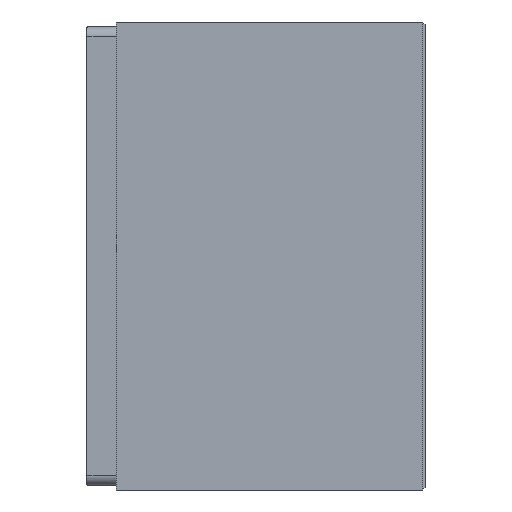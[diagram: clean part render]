
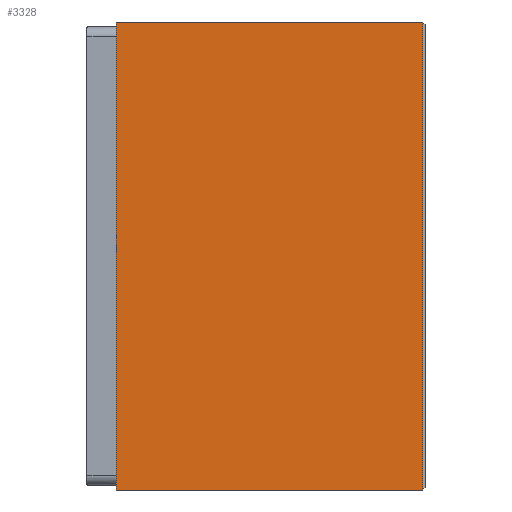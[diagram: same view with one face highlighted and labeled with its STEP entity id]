
A CAD part, left-side view. The second image highlights one B-rep face of the part: STEP entity #3328.
In plain terms, the highlighted planar face has unit normal (-1, 0, 0).
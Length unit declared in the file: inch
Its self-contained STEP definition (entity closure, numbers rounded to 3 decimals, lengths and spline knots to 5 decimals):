
#142 = DIRECTION ( 'NONE',  ( 0., 0., -1. ) ) ;
#418 = ORIENTED_EDGE ( 'NONE', *, *, #3558, .F. ) ;
#498 = CARTESIAN_POINT ( 'NONE',  ( -5.90551, 3.89764, -2.95276 ) ) ;
#607 = AXIS2_PLACEMENT_3D ( 'NONE', #1192, #3944, #142 ) ;
#697 = CARTESIAN_POINT ( 'NONE',  ( -5.90551, 3.89764, 2.95276 ) ) ;
#754 = VECTOR ( 'NONE', #4220, 39.37008 ) ;
#765 = DIRECTION ( 'NONE',  ( 0., 0., 1. ) ) ;
#772 = VERTEX_POINT ( 'NONE', #1061 ) ;
#830 = CARTESIAN_POINT ( 'NONE',  ( -5.90551, 0.03, -2.95276 ) ) ;
#981 = CARTESIAN_POINT ( 'NONE',  ( -5.90551, 0.03, 2.95276 ) ) ;
#1061 = CARTESIAN_POINT ( 'NONE',  ( -5.90551, 3.89764, -2.95276 ) ) ;
#1086 = LINE ( 'NONE', #2830, #4431 ) ;
#1098 = LINE ( 'NONE', #498, #2493 ) ;
#1192 = CARTESIAN_POINT ( 'NONE',  ( -5.90551, 3.89764, 2.95276 ) ) ;
#1233 = ORIENTED_EDGE ( 'NONE', *, *, #2223, .T. ) ;
#1294 = DIRECTION ( 'NONE',  ( 0., 0., 1. ) ) ;
#1419 = LINE ( 'NONE', #697, #754 ) ;
#1457 = DIRECTION ( 'NONE',  ( 0., -1., 0. ) ) ;
#1490 = EDGE_CURVE ( 'NONE', #1811, #2632, #3460, .T. ) ;
#1503 = VERTEX_POINT ( 'NONE', #1638 ) ;
#1638 = CARTESIAN_POINT ( 'NONE',  ( -5.90551, 3.89764, 2.95276 ) ) ;
#1811 = VERTEX_POINT ( 'NONE', #830 ) ;
#2159 = ORIENTED_EDGE ( 'NONE', *, *, #3129, .F. ) ;
#2223 = EDGE_CURVE ( 'NONE', #772, #1811, #1098, .T. ) ;
#2493 = VECTOR ( 'NONE', #1457, 39.37008 ) ;
#2581 = CARTESIAN_POINT ( 'NONE',  ( -5.90551, 0.03, 2.95276 ) ) ;
#2632 = VERTEX_POINT ( 'NONE', #2581 ) ;
#2830 = CARTESIAN_POINT ( 'NONE',  ( -5.90551, 3.89764, 2.95276 ) ) ;
#3129 = EDGE_CURVE ( 'NONE', #772, #1503, #1086, .T. ) ;
#3258 = EDGE_LOOP ( 'NONE', ( #1233, #4194, #418, #2159 ) ) ;
#3328 = ADVANCED_FACE ( 'NONE', ( #4304 ), #4333, .F. ) ;
#3460 = LINE ( 'NONE', #981, #4263 ) ;
#3558 = EDGE_CURVE ( 'NONE', #1503, #2632, #1419, .T. ) ;
#3944 = DIRECTION ( 'NONE',  ( 1., 0., 0. ) ) ;
#4194 = ORIENTED_EDGE ( 'NONE', *, *, #1490, .T. ) ;
#4220 = DIRECTION ( 'NONE',  ( 0., -1., 0. ) ) ;
#4263 = VECTOR ( 'NONE', #1294, 39.37008 ) ;
#4304 = FACE_OUTER_BOUND ( 'NONE', #3258, .T. ) ;
#4333 = PLANE ( 'NONE',  #607 ) ;
#4431 = VECTOR ( 'NONE', #765, 39.37008 ) ;
